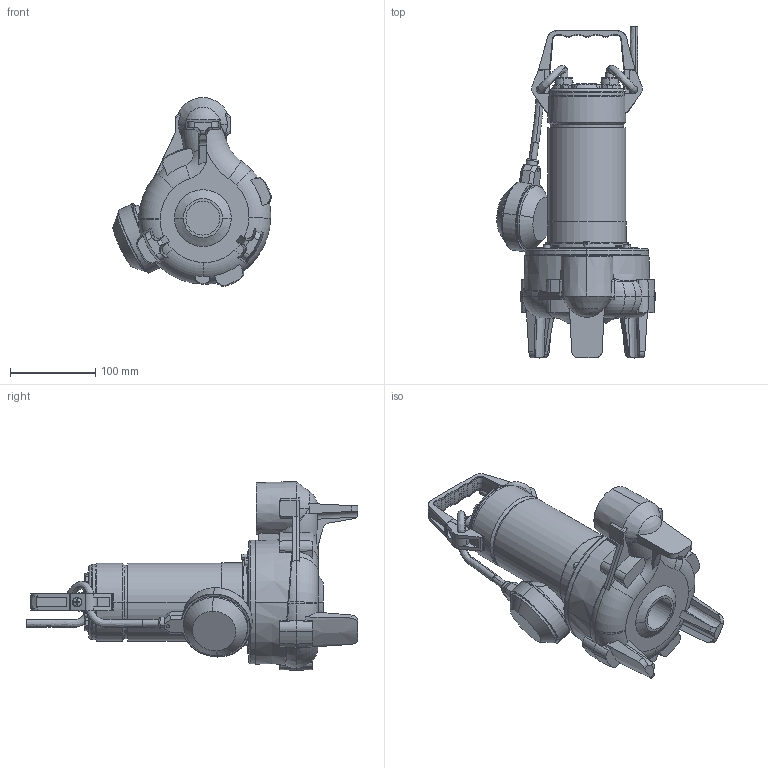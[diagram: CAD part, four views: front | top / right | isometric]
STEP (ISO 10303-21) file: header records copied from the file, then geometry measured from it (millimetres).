
FILE_DESCRIPTION (( 'STEP AP214' ), '1' );
FILE_NAME ('10008795swa01.step', '2022-09-12T12:50:34', ( '' ), ( '' ), 'SwSTEP 2.0', 'SolidWorks 2020', '' );
FILE_SCHEMA (( 'AUTOMOTIVE_DESIGN' ));
Length unit declared in the file: millimetre
Products named in the file (21): 10007658swp00; Copia di Copia di CAVI GALLEGGIANTE^10008795swa01; 10008960swp00_Campionatura 100 pezzi ; 10007695swa00_Semplificato; 10007691swa00_Semplificato; 3_92_152-9_Semplificato; 10007674swp00_Semplificato; 10007732swa00_P65 P80 SEMPLIFICATO; 10000030swn00_M5X10 A2; 10007596swp00_2 FORI SEMPLIFICATO; 10007589swp00_semplificato; 10008795swa01; 4_92_085_REV04_Semplificato; 10007677swp00_Semplificato<A macchina>; 4_92_083_REV05_Pg9 �9.5 semplificato; 10007728swa00_P65 P80 SEMPLIFICATO; 10011495swn00; 4_92_130_REV01; 10008019swn00_TCB+ M5x10 UNI 7687 A2-70; 10007678swp00_versione 3; 10007595swp00_3_92_087_REV04 L181_4 LAVORATO SEMPLIFICATO
Assembly tree (33 placements, depth 4):
  10008795swa01
    10007732swa00_P65 P80 SEMPLIFICATO
      10007728swa00_P65 P80 SEMPLIFICATO
        10007595swp00_3_92_087_REV04 L181_4 LAVORATO SEMPLIFICATO
        4_92_130_REV01  x2
      10007695swa00_Semplificato
        10007674swp00_Semplificato
        10007658swp00  x4
        10008960swp00_Campionatura 100 pezzi 
    10007589swp00_semplificato
    10000030swn00_M5X10 A2  x4
    10007596swp00_2 FORI SEMPLIFICATO
    4_92_085_REV04_Semplificato  x4
    4_92_083_REV05_Pg9 �9.5 semplificato  x2
    10007691swa00_Semplificato
      10007677swp00_Semplificato<A macchina>
      10007678swp00_versione 3
    3_92_152-9_Semplificato  x2
    10008019swn00_TCB+ M5x10 UNI 7687 A2-70  x2
    Copia di Copia di CAVI GALLEGGIANTE^10008795swa01
    10011495swn00
Bounding box: 186.37 x 390.43 x 222.04 mm (x, y, z)
Volume: 2826366.4 mm3; surface area: 325792.4 mm2
Topology: 33 solids, 33 shells, 1305 faces, 3235 edges, 2047 vertices
Faces by surface type: plane 567, cylinder 331, cone 186, torus 125, bspline 63, sphere 33
Entity records: 42742 total; most frequent: CARTESIAN_POINT 19661, ORIENTED_EDGE 4702, DIRECTION 4581, EDGE_CURVE 2351, AXIS2_PLACEMENT_3D 1764, VERTEX_POINT 1495, LINE 1053, VECTOR 1053
